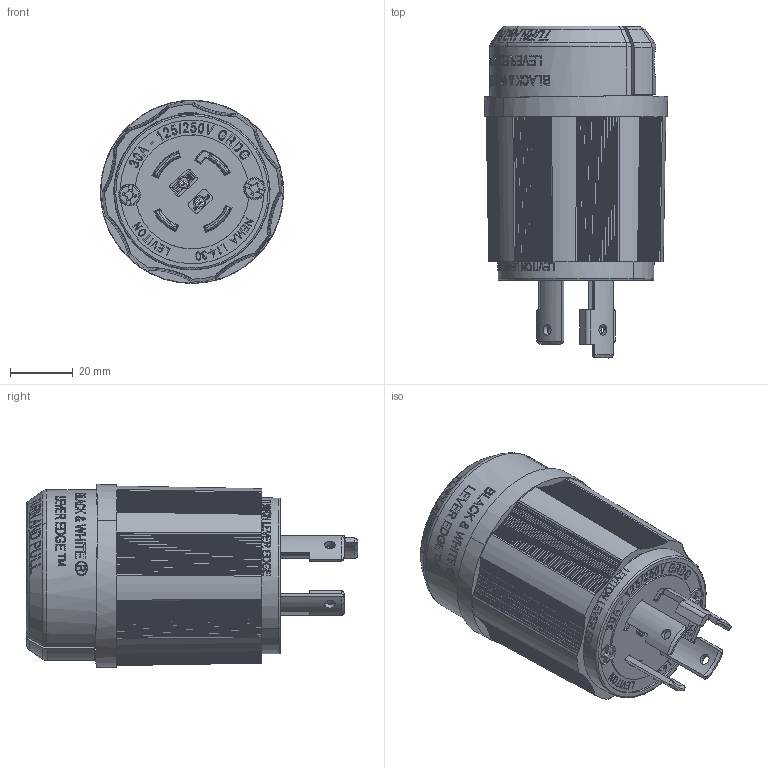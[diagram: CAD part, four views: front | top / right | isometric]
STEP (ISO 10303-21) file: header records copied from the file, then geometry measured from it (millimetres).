
FILE_DESCRIPTION (( 'STEP AP214' ), '1' );
FILE_NAME ('ORC5397-M01 Cat 2711E Plug.STEP', '2024-10-15T11:58:03', ( '' ), ( '' ), 'SwSTEP 2.0', 'SolidWorks 2024', '' );
FILE_SCHEMA (( 'AUTOMOTIVE_DESIGN' ));
Length unit declared in the file: inch
Products named in the file (1): ORC5397-M01  Cat 2711E Plug
Bounding box: 58.62 x 106.2 x 58.58 mm (x, y, z)
Surface area: 35208.8 mm2 (no closed solid volume)
Topology: 0 solids, 27 shells, 2015 faces, 7449 edges, 5262 vertices
Faces by surface type: plane 901, bspline 772, cone 159, cylinder 148, torus 35
Entity records: 102500 total; most frequent: CARTESIAN_POINT 49875, ORIENTED_EDGE 12351, DIRECTION 7630, EDGE_CURVE 7449, VERTEX_POINT 5262, LINE 3484, VECTOR 3484, EDGE_LOOP 2199
